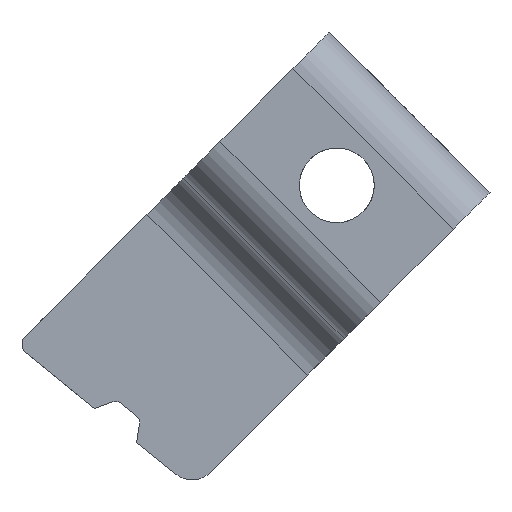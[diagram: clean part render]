
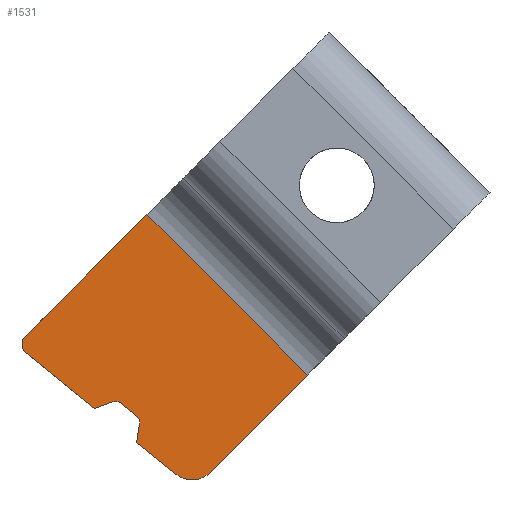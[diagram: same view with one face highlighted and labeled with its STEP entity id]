
A CAD part, left-side view. The second image highlights one B-rep face of the part: STEP entity #1531.
In plain terms, the highlighted planar face has unit normal (-1, 0, 0).
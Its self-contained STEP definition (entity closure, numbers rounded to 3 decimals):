
#121=LINE('',#2061,#191);
#126=LINE('',#2089,#196);
#135=LINE('',#2108,#205);
#136=LINE('',#2109,#206);
#137=LINE('',#2111,#207);
#138=LINE('',#2113,#208);
#139=LINE('',#2117,#209);
#140=LINE('',#2121,#210);
#141=LINE('',#2123,#211);
#191=VECTOR('',#1738,1000.);
#196=VECTOR('',#1765,1000.);
#205=VECTOR('',#1786,1000.);
#206=VECTOR('',#1787,1000.);
#207=VECTOR('',#1788,1000.);
#208=VECTOR('',#1789,1000.);
#209=VECTOR('',#1792,1000.);
#210=VECTOR('',#1795,1000.);
#211=VECTOR('',#1796,1000.);
#253=PLANE('',#1613);
#351=ORIENTED_EDGE('',*,*,#613,.F.);
#352=ORIENTED_EDGE('',*,*,#624,.T.);
#353=ORIENTED_EDGE('',*,*,#598,.F.);
#354=ORIENTED_EDGE('',*,*,#625,.T.);
#355=ORIENTED_EDGE('',*,*,#626,.T.);
#356=ORIENTED_EDGE('',*,*,#627,.F.);
#357=ORIENTED_EDGE('',*,*,#628,.F.);
#358=ORIENTED_EDGE('',*,*,#629,.F.);
#359=ORIENTED_EDGE('',*,*,#630,.F.);
#360=ORIENTED_EDGE('',*,*,#631,.F.);
#361=ORIENTED_EDGE('',*,*,#632,.T.);
#362=ORIENTED_EDGE('',*,*,#633,.T.);
#598=EDGE_CURVE('',#739,#740,#121,.F.);
#613=EDGE_CURVE('',#751,#752,#126,.F.);
#624=EDGE_CURVE('',#751,#740,#135,.F.);
#625=EDGE_CURVE('',#739,#756,#136,.T.);
#626=EDGE_CURVE('',#756,#757,#137,.T.);
#627=EDGE_CURVE('',#758,#757,#138,.T.);
#628=EDGE_CURVE('',#759,#758,#825,.F.);
#629=EDGE_CURVE('',#760,#759,#139,.T.);
#630=EDGE_CURVE('',#761,#760,#826,.F.);
#631=EDGE_CURVE('',#762,#761,#140,.T.);
#632=EDGE_CURVE('',#762,#763,#141,.T.);
#633=EDGE_CURVE('',#763,#752,#827,.F.);
#739=VERTEX_POINT('',#2060);
#740=VERTEX_POINT('',#2062);
#751=VERTEX_POINT('',#2088);
#752=VERTEX_POINT('',#2090);
#756=VERTEX_POINT('',#2110);
#757=VERTEX_POINT('',#2112);
#758=VERTEX_POINT('',#2114);
#759=VERTEX_POINT('',#2116);
#760=VERTEX_POINT('',#2118);
#761=VERTEX_POINT('',#2120);
#762=VERTEX_POINT('',#2122);
#763=VERTEX_POINT('',#2124);
#825=CIRCLE('',#1614,0.3);
#826=CIRCLE('',#1615,0.3);
#827=CIRCLE('',#1616,1.);
#855=EDGE_LOOP('',(#351,#352,#353,#354,#355,#356,#357,#358,#359,#360,#361,
#362));
#924=FACE_BOUND('',#855,.T.);
#1531=ADVANCED_FACE('',(#924),#253,.F.);
#1613=AXIS2_PLACEMENT_3D('',#2107,#1784,#1785);
#1614=AXIS2_PLACEMENT_3D('',#2115,#1790,#1791);
#1615=AXIS2_PLACEMENT_3D('',#2119,#1793,#1794);
#1616=AXIS2_PLACEMENT_3D('',#2125,#1797,#1798);
#1738=DIRECTION('',(0.,0.707,-0.707));
#1765=DIRECTION('',(0.,-0.707,0.707));
#1784=DIRECTION('',(1.,0.,0.));
#1785=DIRECTION('',(0.,0.719,-0.695));
#1786=DIRECTION('',(0.,-0.707,-0.707));
#1787=DIRECTION('',(0.,-0.105,-0.995));
#1788=DIRECTION('',(0.,-0.777,-0.629));
#1789=DIRECTION('',(0.,0.934,-0.358));
#1790=DIRECTION('',(1.,0.,0.));
#1791=DIRECTION('',(0.,0.707,-0.707));
#1792=DIRECTION('',(0.,0.777,0.629));
#1793=DIRECTION('',(1.,0.,0.));
#1794=DIRECTION('',(0.,0.707,-0.707));
#1795=DIRECTION('',(0.,-0.156,0.988));
#1796=DIRECTION('',(0.,-0.777,-0.629));
#1797=DIRECTION('',(1.,0.,0.));
#1798=DIRECTION('',(0.,0.707,-0.707));
#2060=CARTESIAN_POINT('',(203.05,513.949,-416.624));
#2061=CARTESIAN_POINT('',(203.05,505.09,-407.765));
#2062=CARTESIAN_POINT('',(203.05,509.106,-411.781));
#2088=CARTESIAN_POINT('',(203.05,502.884,-418.004));
#2089=CARTESIAN_POINT('',(203.05,514.184,-429.304));
#2090=CARTESIAN_POINT('',(203.05,506.654,-421.774));
#2107=CARTESIAN_POINT('',(203.05,499.714,-413.142));
#2108=CARTESIAN_POINT('',(203.05,509.106,-411.781));
#2109=CARTESIAN_POINT('',(203.05,514.155,-414.66));
#2110=CARTESIAN_POINT('',(203.05,513.904,-417.055));
#2111=CARTESIAN_POINT('',(203.05,507.248,-422.445));
#2112=CARTESIAN_POINT('',(203.05,511.125,-419.305));
#2113=CARTESIAN_POINT('',(203.05,510.425,-419.036));
#2114=CARTESIAN_POINT('',(203.05,510.425,-419.036));
#2115=CARTESIAN_POINT('',(203.05,510.317,-419.316));
#2116=CARTESIAN_POINT('',(203.05,510.128,-419.083));
#2117=CARTESIAN_POINT('',(203.05,509.5,-419.592));
#2118=CARTESIAN_POINT('',(203.05,509.5,-419.592));
#2119=CARTESIAN_POINT('',(203.05,509.689,-419.825));
#2120=CARTESIAN_POINT('',(203.05,509.393,-419.872));
#2121=CARTESIAN_POINT('',(203.05,509.519,-420.67));
#2122=CARTESIAN_POINT('',(203.05,509.51,-420.613));
#2123=CARTESIAN_POINT('',(203.05,507.248,-422.445));
#2124=CARTESIAN_POINT('',(203.05,507.99,-421.844));
#2125=CARTESIAN_POINT('',(203.05,507.361,-421.067));
